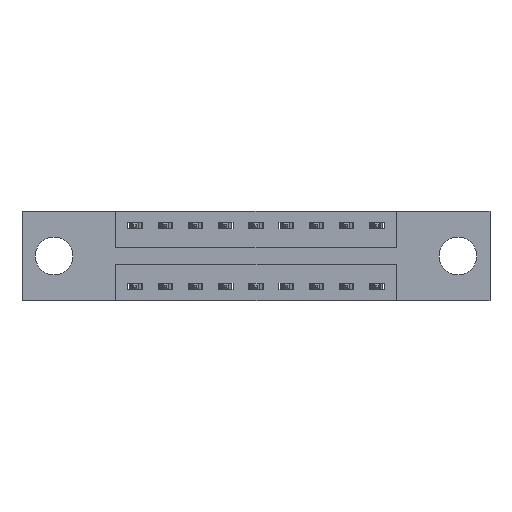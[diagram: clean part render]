
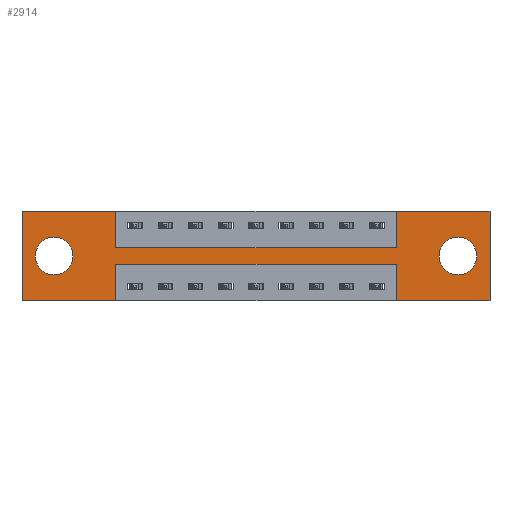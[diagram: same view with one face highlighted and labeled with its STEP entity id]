
A CAD part, front view. The second image highlights one B-rep face of the part: STEP entity #2914.
In plain terms, the highlighted planar face has unit normal (0, -1, 0).
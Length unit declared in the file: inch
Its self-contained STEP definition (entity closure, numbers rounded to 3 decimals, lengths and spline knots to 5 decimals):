
#81 = VERTEX_POINT ( 'NONE', #8680 ) ;
#152 = AXIS2_PLACEMENT_3D ( 'NONE', #9612, #521, #4821 ) ;
#214 = DIRECTION ( 'NONE',  ( -1., 0., 0. ) ) ;
#319 = LINE ( 'NONE', #9267, #7260 ) ;
#320 = LINE ( 'NONE', #4570, #2697 ) ;
#364 = DIRECTION ( 'NONE',  ( 0., -1., 0. ) ) ;
#426 = DIRECTION ( 'NONE',  ( 0., 1., 0. ) ) ;
#476 = VECTOR ( 'NONE', #214, 39.37008 ) ;
#521 = DIRECTION ( 'NONE',  ( 0., 1., 0. ) ) ;
#595 = DIRECTION ( 'NONE',  ( 1., 0., 0. ) ) ;
#661 = VERTEX_POINT ( 'NONE', #1792 ) ;
#826 = CARTESIAN_POINT ( 'NONE',  ( 1.5475, 0., 0. ) ) ;
#831 = CARTESIAN_POINT ( 'NONE',  ( 0., 0., 0. ) ) ;
#849 = EDGE_CURVE ( 'NONE', #9823, #8309, #7038, .T. ) ;
#853 = ORIENTED_EDGE ( 'NONE', *, *, #849, .F. ) ;
#1025 = EDGE_CURVE ( 'NONE', #8309, #7419, #3039, .T. ) ;
#1059 = CARTESIAN_POINT ( 'NONE',  ( 1.8025, 0., -0.107 ) ) ;
#1070 = EDGE_CURVE ( 'NONE', #8749, #8926, #5545, .T. ) ;
#1078 = DIRECTION ( 'NONE',  ( 0., 0., -1. ) ) ;
#1103 = DIRECTION ( 'NONE',  ( -1., 0., 0. ) ) ;
#1364 = EDGE_CURVE ( 'NONE', #4841, #2794, #4861, .T. ) ;
#1443 = CARTESIAN_POINT ( 'NONE',  ( 1.8025, 0., -0.185 ) ) ;
#1472 = CARTESIAN_POINT ( 'NONE',  ( 1.935, 0., -0.37 ) ) ;
#1501 = ORIENTED_EDGE ( 'NONE', *, *, #1364, .T. ) ;
#1557 = DIRECTION ( 'NONE',  ( 0., 0., 1. ) ) ;
#1621 = LINE ( 'NONE', #5781, #4643 ) ;
#1714 = ORIENTED_EDGE ( 'NONE', *, *, #9632, .T. ) ;
#1792 = CARTESIAN_POINT ( 'NONE',  ( 1.5475, 0., -0.15 ) ) ;
#1902 = VECTOR ( 'NONE', #3939, 39.37008 ) ;
#1931 = AXIS2_PLACEMENT_3D ( 'NONE', #3729, #364, #6208 ) ;
#2009 = ORIENTED_EDGE ( 'NONE', *, *, #8621, .T. ) ;
#2029 = EDGE_CURVE ( 'NONE', #3621, #6511, #10180, .T. ) ;
#2050 = EDGE_CURVE ( 'NONE', #7419, #8749, #319, .T. ) ;
#2270 = ORIENTED_EDGE ( 'NONE', *, *, #2050, .F. ) ;
#2323 = CARTESIAN_POINT ( 'NONE',  ( 1.5475, 0., -0.37 ) ) ;
#2327 = DIRECTION ( 'NONE',  ( -1., 0., 0. ) ) ;
#2369 = CARTESIAN_POINT ( 'NONE',  ( 0.1325, 0., -0.185 ) ) ;
#2379 = DIRECTION ( 'NONE',  ( 0., 0., -1. ) ) ;
#2697 = VECTOR ( 'NONE', #7888, 39.37008 ) ;
#2794 = VERTEX_POINT ( 'NONE', #4504 ) ;
#2812 = CARTESIAN_POINT ( 'NONE',  ( 0.3875, 0., 0. ) ) ;
#2876 = EDGE_CURVE ( 'NONE', #7796, #4414, #5974, .T. ) ;
#2914 = ADVANCED_FACE ( 'NONE', ( #2978, #3088, #3679 ), #9629, .T. ) ;
#2978 = FACE_BOUND ( 'NONE', #9449, .T. ) ;
#3039 = LINE ( 'NONE', #8050, #9562 ) ;
#3088 = FACE_BOUND ( 'NONE', #7905, .T. ) ;
#3115 = CARTESIAN_POINT ( 'NONE',  ( 1.8025, 0., -0.185 ) ) ;
#3198 = CARTESIAN_POINT ( 'NONE',  ( 1.935, 0., 0. ) ) ;
#3241 = ORIENTED_EDGE ( 'NONE', *, *, #6640, .F. ) ;
#3247 = LINE ( 'NONE', #3198, #7866 ) ;
#3398 = ORIENTED_EDGE ( 'NONE', *, *, #2876, .T. ) ;
#3621 = VERTEX_POINT ( 'NONE', #1472 ) ;
#3679 = FACE_OUTER_BOUND ( 'NONE', #7909, .T. ) ;
#3729 = CARTESIAN_POINT ( 'NONE',  ( 0., 0., -0.37 ) ) ;
#3939 = DIRECTION ( 'NONE',  ( 1., 0., 0. ) ) ;
#4012 = ORIENTED_EDGE ( 'NONE', *, *, #7911, .F. ) ;
#4061 = DIRECTION ( 'NONE',  ( 0., 0., 1. ) ) ;
#4231 = ORIENTED_EDGE ( 'NONE', *, *, #6196, .F. ) ;
#4329 = DIRECTION ( 'NONE',  ( 0., 0., -1. ) ) ;
#4414 = VERTEX_POINT ( 'NONE', #1059 ) ;
#4463 = CARTESIAN_POINT ( 'NONE',  ( 0., 0., -0.37 ) ) ;
#4504 = CARTESIAN_POINT ( 'NONE',  ( 0.1325, 0., -0.107 ) ) ;
#4570 = CARTESIAN_POINT ( 'NONE',  ( 0.3875, 0., -0.15 ) ) ;
#4610 = CARTESIAN_POINT ( 'NONE',  ( 1.935, 0., 0. ) ) ;
#4643 = VECTOR ( 'NONE', #9849, 39.37008 ) ;
#4740 = VECTOR ( 'NONE', #1557, 39.37008 ) ;
#4765 = CARTESIAN_POINT ( 'NONE',  ( 0., 0., 0. ) ) ;
#4821 = DIRECTION ( 'NONE',  ( 0., 0., 1. ) ) ;
#4841 = VERTEX_POINT ( 'NONE', #7755 ) ;
#4861 = CIRCLE ( 'NONE', #152, 0.078 ) ;
#5239 = CARTESIAN_POINT ( 'NONE',  ( 1.5475, 0., -0.22 ) ) ;
#5321 = CARTESIAN_POINT ( 'NONE',  ( 0.3875, 0., -0.22 ) ) ;
#5545 = LINE ( 'NONE', #4765, #1902 ) ;
#5781 = CARTESIAN_POINT ( 'NONE',  ( 1.5475, 0., 0. ) ) ;
#5821 = VERTEX_POINT ( 'NONE', #826 ) ;
#5828 = ORIENTED_EDGE ( 'NONE', *, *, #6707, .F. ) ;
#5974 = CIRCLE ( 'NONE', #9078, 0.078 ) ;
#5983 = VERTEX_POINT ( 'NONE', #5239 ) ;
#6052 = VECTOR ( 'NONE', #4329, 39.37008 ) ;
#6060 = DIRECTION ( 'NONE',  ( 0., 0., 1. ) ) ;
#6196 = EDGE_CURVE ( 'NONE', #6511, #5983, #7352, .T. ) ;
#6208 = DIRECTION ( 'NONE',  ( 0., 0., -1. ) ) ;
#6269 = ORIENTED_EDGE ( 'NONE', *, *, #8093, .F. ) ;
#6302 = CARTESIAN_POINT ( 'NONE',  ( 1.5475, 0., -0.37 ) ) ;
#6511 = VERTEX_POINT ( 'NONE', #6302 ) ;
#6576 = VECTOR ( 'NONE', #1103, 39.37008 ) ;
#6582 = CIRCLE ( 'NONE', #8834, 0.078 ) ;
#6640 = EDGE_CURVE ( 'NONE', #5821, #9440, #7341, .T. ) ;
#6707 = EDGE_CURVE ( 'NONE', #9440, #3621, #3247, .T. ) ;
#6940 = CIRCLE ( 'NONE', #9721, 0.078 ) ;
#7038 = LINE ( 'NONE', #9468, #9738 ) ;
#7241 = DIRECTION ( 'NONE',  ( 0., 0., -1. ) ) ;
#7260 = VECTOR ( 'NONE', #6060, 39.37008 ) ;
#7341 = LINE ( 'NONE', #10651, #9264 ) ;
#7352 = LINE ( 'NONE', #2323, #4740 ) ;
#7419 = VERTEX_POINT ( 'NONE', #10736 ) ;
#7497 = ORIENTED_EDGE ( 'NONE', *, *, #1025, .F. ) ;
#7755 = CARTESIAN_POINT ( 'NONE',  ( 0.1325, 0., -0.263 ) ) ;
#7796 = VERTEX_POINT ( 'NONE', #10614 ) ;
#7803 = CARTESIAN_POINT ( 'NONE',  ( 0.3875, 0., -0.22 ) ) ;
#7866 = VECTOR ( 'NONE', #2379, 39.37008 ) ;
#7888 = DIRECTION ( 'NONE',  ( 1., 0., 0. ) ) ;
#7905 = EDGE_LOOP ( 'NONE', ( #1714, #1501 ) ) ;
#7909 = EDGE_LOOP ( 'NONE', ( #853, #6269, #4231, #8183, #5828, #3241, #4012, #10718, #8552, #8597, #2270, #7497 ) ) ;
#7910 = LINE ( 'NONE', #7803, #6576 ) ;
#7911 = EDGE_CURVE ( 'NONE', #661, #5821, #1621, .T. ) ;
#7965 = EDGE_CURVE ( 'NONE', #8926, #81, #10720, .T. ) ;
#8014 = DIRECTION ( 'NONE',  ( 0., 1., 0. ) ) ;
#8050 = CARTESIAN_POINT ( 'NONE',  ( 0., 0., -0.37 ) ) ;
#8093 = EDGE_CURVE ( 'NONE', #5983, #9823, #7910, .T. ) ;
#8183 = ORIENTED_EDGE ( 'NONE', *, *, #2029, .F. ) ;
#8217 = CARTESIAN_POINT ( 'NONE',  ( 0.3875, 0., 0. ) ) ;
#8309 = VERTEX_POINT ( 'NONE', #10046 ) ;
#8552 = ORIENTED_EDGE ( 'NONE', *, *, #7965, .F. ) ;
#8597 = ORIENTED_EDGE ( 'NONE', *, *, #1070, .F. ) ;
#8621 = EDGE_CURVE ( 'NONE', #4414, #7796, #6582, .T. ) ;
#8680 = CARTESIAN_POINT ( 'NONE',  ( 0.3875, 0., -0.15 ) ) ;
#8749 = VERTEX_POINT ( 'NONE', #831 ) ;
#8834 = AXIS2_PLACEMENT_3D ( 'NONE', #3115, #8014, #10630 ) ;
#8926 = VERTEX_POINT ( 'NONE', #2812 ) ;
#9078 = AXIS2_PLACEMENT_3D ( 'NONE', #1443, #426, #7241 ) ;
#9264 = VECTOR ( 'NONE', #595, 39.37008 ) ;
#9267 = CARTESIAN_POINT ( 'NONE',  ( 0., 0., 0. ) ) ;
#9440 = VERTEX_POINT ( 'NONE', #4610 ) ;
#9449 = EDGE_LOOP ( 'NONE', ( #2009, #3398 ) ) ;
#9468 = CARTESIAN_POINT ( 'NONE',  ( 0.3875, 0., -0.37 ) ) ;
#9562 = VECTOR ( 'NONE', #2327, 39.37008 ) ;
#9612 = CARTESIAN_POINT ( 'NONE',  ( 0.1325, 0., -0.185 ) ) ;
#9629 = PLANE ( 'NONE',  #1931 ) ;
#9632 = EDGE_CURVE ( 'NONE', #2794, #4841, #6940, .T. ) ;
#9721 = AXIS2_PLACEMENT_3D ( 'NONE', #2369, #10657, #4061 ) ;
#9738 = VECTOR ( 'NONE', #1078, 39.37008 ) ;
#9823 = VERTEX_POINT ( 'NONE', #5321 ) ;
#9849 = DIRECTION ( 'NONE',  ( 0., 0., 1. ) ) ;
#10046 = CARTESIAN_POINT ( 'NONE',  ( 0.3875, 0., -0.37 ) ) ;
#10180 = LINE ( 'NONE', #4463, #476 ) ;
#10243 = EDGE_CURVE ( 'NONE', #81, #661, #320, .T. ) ;
#10614 = CARTESIAN_POINT ( 'NONE',  ( 1.8025, 0., -0.263 ) ) ;
#10630 = DIRECTION ( 'NONE',  ( 0., 0., -1. ) ) ;
#10651 = CARTESIAN_POINT ( 'NONE',  ( 0., 0., 0. ) ) ;
#10657 = DIRECTION ( 'NONE',  ( 0., 1., 0. ) ) ;
#10718 = ORIENTED_EDGE ( 'NONE', *, *, #10243, .F. ) ;
#10720 = LINE ( 'NONE', #8217, #6052 ) ;
#10736 = CARTESIAN_POINT ( 'NONE',  ( 0., 0., -0.37 ) ) ;
